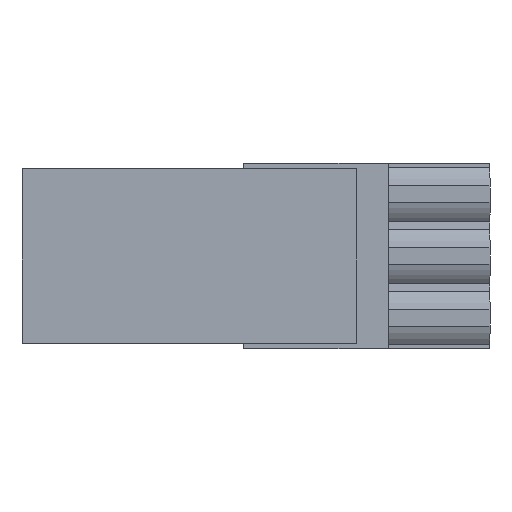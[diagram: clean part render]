
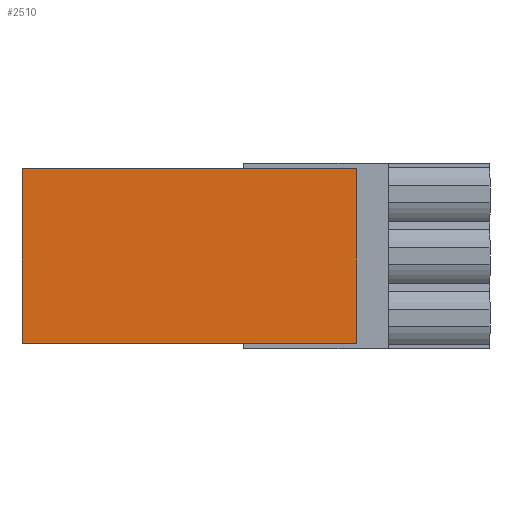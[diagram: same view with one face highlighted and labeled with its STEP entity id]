
A CAD part, front view. The second image highlights one B-rep face of the part: STEP entity #2510.
In plain terms, the highlighted planar face has unit normal (0, -1, 0).
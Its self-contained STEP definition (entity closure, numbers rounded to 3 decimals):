
#329 = CARTESIAN_POINT ( 'NONE',  ( 0., 0., 14.36 ) ) ;
#921 = EDGE_CURVE ( 'NONE', #8811, #3364, #7607, .T. ) ;
#982 = CARTESIAN_POINT ( 'NONE',  ( 27.48, 0., 14.36 ) ) ;
#2059 = VECTOR ( 'NONE', #12640, 1000. ) ;
#2282 = PLANE ( 'NONE',  #13241 ) ;
#2510 = ADVANCED_FACE ( 'NONE', ( #3320 ), #2282, .F. ) ;
#2708 = LINE ( 'NONE', #3736, #3485 ) ;
#2886 = VECTOR ( 'NONE', #14224, 1000. ) ;
#3320 = FACE_OUTER_BOUND ( 'NONE', #5142, .T. ) ;
#3364 = VERTEX_POINT ( 'NONE', #8305 ) ;
#3381 = VERTEX_POINT ( 'NONE', #9775 ) ;
#3485 = VECTOR ( 'NONE', #8221, 1000. ) ;
#3736 = CARTESIAN_POINT ( 'NONE',  ( 27.48, 0., 14.36 ) ) ;
#5087 = EDGE_CURVE ( 'NONE', #3381, #14296, #7262, .T. ) ;
#5142 = EDGE_LOOP ( 'NONE', ( #9891, #5156, #9410, #12775 ) ) ;
#5156 = ORIENTED_EDGE ( 'NONE', *, *, #5087, .T. ) ;
#5217 = EDGE_CURVE ( 'NONE', #3364, #3381, #2708, .T. ) ;
#6444 = CARTESIAN_POINT ( 'NONE',  ( 27.48, 0., 14.36 ) ) ;
#7262 = LINE ( 'NONE', #6444, #14070 ) ;
#7562 = DIRECTION ( 'NONE',  ( -1., 0., 0. ) ) ;
#7607 = LINE ( 'NONE', #9539, #2886 ) ;
#8046 = CARTESIAN_POINT ( 'NONE',  ( 0., 0., 0. ) ) ;
#8221 = DIRECTION ( 'NONE',  ( 0., 0., 1. ) ) ;
#8305 = CARTESIAN_POINT ( 'NONE',  ( 27.48, 0., 0. ) ) ;
#8467 = CARTESIAN_POINT ( 'NONE',  ( 0., 0., 14.36 ) ) ;
#8811 = VERTEX_POINT ( 'NONE', #8046 ) ;
#9257 = LINE ( 'NONE', #329, #2059 ) ;
#9410 = ORIENTED_EDGE ( 'NONE', *, *, #12922, .T. ) ;
#9539 = CARTESIAN_POINT ( 'NONE',  ( 27.48, 0., 0. ) ) ;
#9775 = CARTESIAN_POINT ( 'NONE',  ( 27.48, 0., 14.36 ) ) ;
#9790 = DIRECTION ( 'NONE',  ( 0., 1., 0. ) ) ;
#9891 = ORIENTED_EDGE ( 'NONE', *, *, #5217, .T. ) ;
#12640 = DIRECTION ( 'NONE',  ( 0., 0., -1. ) ) ;
#12775 = ORIENTED_EDGE ( 'NONE', *, *, #921, .T. ) ;
#12922 = EDGE_CURVE ( 'NONE', #14296, #8811, #9257, .T. ) ;
#13203 = DIRECTION ( 'NONE',  ( 1., 0., 0. ) ) ;
#13241 = AXIS2_PLACEMENT_3D ( 'NONE', #982, #9790, #13203 ) ;
#14070 = VECTOR ( 'NONE', #7562, 1000. ) ;
#14224 = DIRECTION ( 'NONE',  ( 1., 0., 0. ) ) ;
#14296 = VERTEX_POINT ( 'NONE', #8467 ) ;
